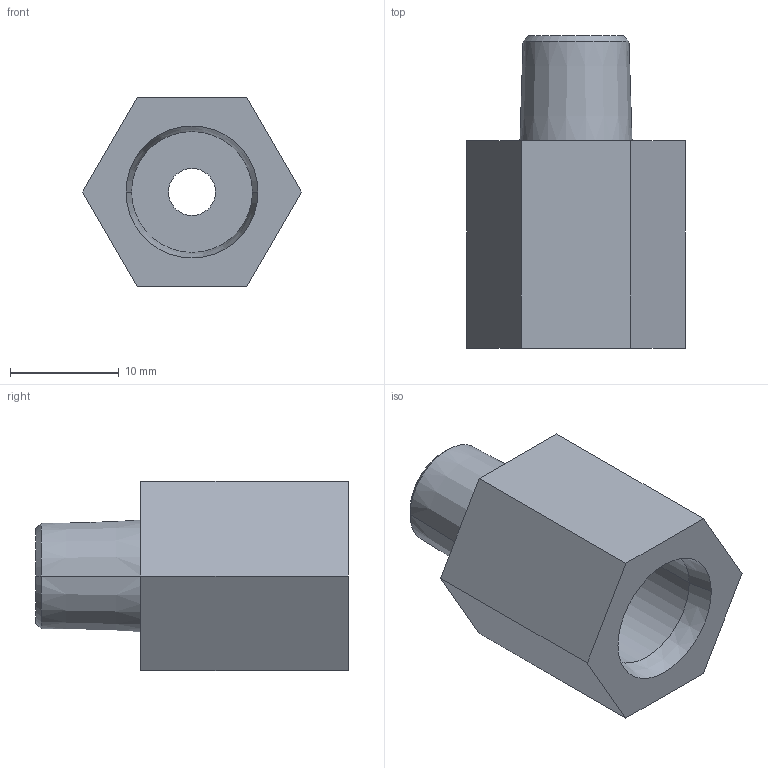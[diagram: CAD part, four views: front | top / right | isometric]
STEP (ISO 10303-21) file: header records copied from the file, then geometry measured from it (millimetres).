
FILE_DESCRIPTION((''),'2;1');
FILE_NAME('ILC30803224','2005-08-25T',('KR'),(''),'PRO/ENGINEER BY PARAMETRIC TECHNOLOGY CORPORATION, 2004290','PRO/ENGINEER BY PARAMETRIC TECHNOLOGY CORPORATION, 2004290','');
FILE_SCHEMA(('AUTOMOTIVE_DESIGN_CC2 { 1 2 10303 214 -1 1 5 2 }'));
Length unit declared in the file: inch
Products named in the file (1): ILC30803224
Bounding box: 20.09 x 28.7 x 17.4 mm (x, y, z)
Volume: 4161.3 mm3; surface area: 2601.1 mm2
Topology: 1 solids, 1 shells, 20 faces, 44 edges, 28 vertices
Faces by surface type: plane 10, cone 6, cylinder 4
Entity records: 819 total; most frequent: COLOUR_RGB 106, DIRECTION 100, CARTESIAN_POINT 92, ORIENTED_EDGE 88, PRESENTATION_STYLE_ASSIGNMENT 45, STYLED_ITEM 45, CURVE_STYLE 44, EDGE_CURVE 44
